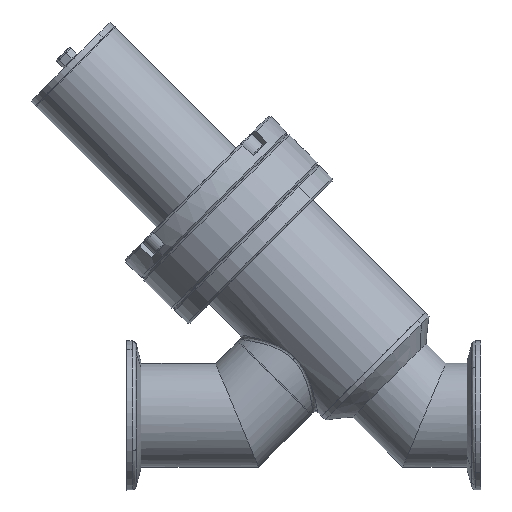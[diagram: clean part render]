
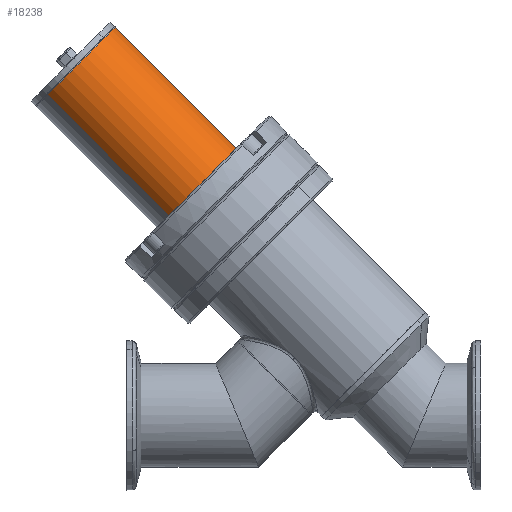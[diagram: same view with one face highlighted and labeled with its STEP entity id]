
A CAD part, top view. The second image highlights one B-rep face of the part: STEP entity #18238.
In plain terms, the highlighted cylindrical face has radius 20.637 mm (diameter 41.275 mm), a partial arc.
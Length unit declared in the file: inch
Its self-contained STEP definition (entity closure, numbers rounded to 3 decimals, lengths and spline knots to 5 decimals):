
#47 = EDGE_CURVE ( 'NONE', #2455, #31030, #19446, .T. ) ;
#905 = EDGE_CURVE ( 'NONE', #31030, #4003, #17488, .T. ) ;
#1194 = DIRECTION ( 'NONE',  ( 0.707, -0.707, 0. ) ) ;
#1357 = VECTOR ( 'NONE', #16755, 39.37008 ) ;
#2455 = VERTEX_POINT ( 'NONE', #16531 ) ;
#2741 = FACE_OUTER_BOUND ( 'NONE', #13781, .T. ) ;
#2883 = ORIENTED_EDGE ( 'NONE', *, *, #16491, .T. ) ;
#4003 = VERTEX_POINT ( 'NONE', #9889 ) ;
#4017 = AXIS2_PLACEMENT_3D ( 'NONE', #12061, #7623, #19280 ) ;
#4236 = ORIENTED_EDGE ( 'NONE', *, *, #47, .F. ) ;
#4958 = DIRECTION ( 'NONE',  ( 0.707, -0.707, 0. ) ) ;
#5279 = VERTEX_POINT ( 'NONE', #19445 ) ;
#7623 = DIRECTION ( 'NONE',  ( 0.707, -0.707, 0. ) ) ;
#7691 = CARTESIAN_POINT ( 'NONE',  ( -1.0203, 3.57468, -0.57452 ) ) ;
#9889 = CARTESIAN_POINT ( 'NONE',  ( -1.8328, 2.76218, 0.57452 ) ) ;
#10278 = CARTESIAN_POINT ( 'NONE',  ( -3.71728, 4.64666, 0.57452 ) ) ;
#12061 = CARTESIAN_POINT ( 'NONE',  ( -3.30039, 5.04227, 0. ) ) ;
#12213 = CARTESIAN_POINT ( 'NONE',  ( -3.31103, 5.05291, 0. ) ) ;
#12371 = CARTESIAN_POINT ( 'NONE',  ( -2.90478, 5.45916, -0.57452 ) ) ;
#12495 = LINE ( 'NONE', #10278, #19942 ) ;
#13190 = CARTESIAN_POINT ( 'NONE',  ( -1.42655, 3.16843, 0. ) ) ;
#13781 = EDGE_LOOP ( 'NONE', ( #4236, #17343, #2883, #30441 ) ) ;
#16491 = EDGE_CURVE ( 'NONE', #5279, #4003, #12495, .T. ) ;
#16531 = CARTESIAN_POINT ( 'NONE',  ( -2.89414, 5.44852, -0.57452 ) ) ;
#16755 = DIRECTION ( 'NONE',  ( 0.707, -0.707, 0. ) ) ;
#17343 = ORIENTED_EDGE ( 'NONE', *, *, #18192, .T. ) ;
#17488 = CIRCLE ( 'NONE', #25999, 0.8125 ) ;
#17591 = CIRCLE ( 'NONE', #4017, 0.8125 ) ;
#18192 = EDGE_CURVE ( 'NONE', #2455, #5279, #17591, .T. ) ;
#18238 = ADVANCED_FACE ( 'NONE', ( #2741 ), #26504, .T. ) ;
#19280 = DIRECTION ( 'NONE',  ( -0.5, -0.5, 0.707 ) ) ;
#19445 = CARTESIAN_POINT ( 'NONE',  ( -3.70664, 4.63602, 0.57452 ) ) ;
#19446 = LINE ( 'NONE', #12371, #1357 ) ;
#19942 = VECTOR ( 'NONE', #22075, 39.37008 ) ;
#21957 = DIRECTION ( 'NONE',  ( -0.5, -0.5, 0.707 ) ) ;
#22075 = DIRECTION ( 'NONE',  ( 0.707, -0.707, 0. ) ) ;
#22466 = DIRECTION ( 'NONE',  ( -0.5, -0.5, 0.707 ) ) ;
#23143 = AXIS2_PLACEMENT_3D ( 'NONE', #12213, #4958, #21957 ) ;
#25999 = AXIS2_PLACEMENT_3D ( 'NONE', #13190, #1194, #22466 ) ;
#26504 = CYLINDRICAL_SURFACE ( 'NONE', #23143, 0.8125 ) ;
#30441 = ORIENTED_EDGE ( 'NONE', *, *, #905, .F. ) ;
#31030 = VERTEX_POINT ( 'NONE', #7691 ) ;
